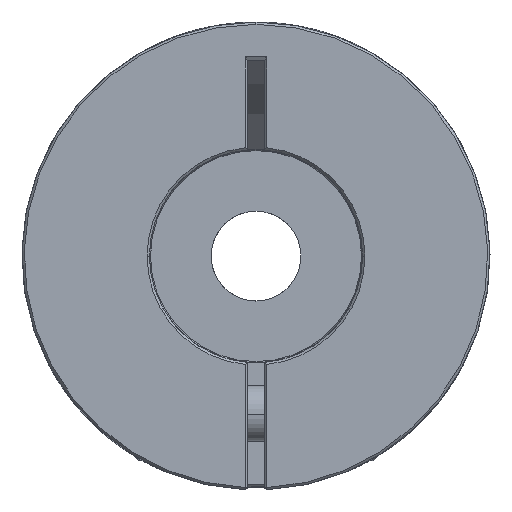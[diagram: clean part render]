
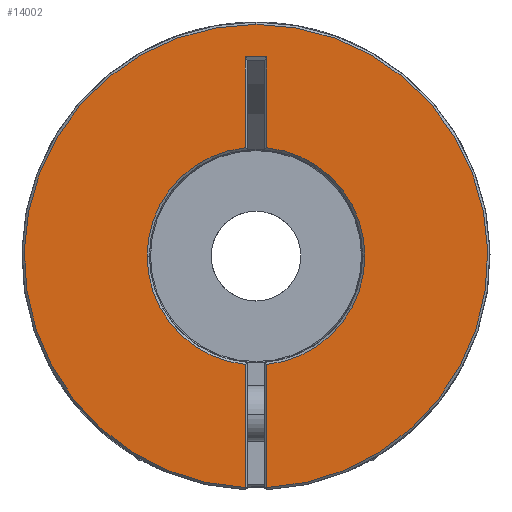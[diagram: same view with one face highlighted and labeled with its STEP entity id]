
A CAD part, front view. The second image highlights one B-rep face of the part: STEP entity #14002.
In plain terms, the highlighted face is planar.
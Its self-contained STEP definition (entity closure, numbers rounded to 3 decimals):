
#1725=PLANE('',#15106);
#2113=VECTOR('',#17352,1.);
#2116=VECTOR('',#17362,1.);
#2120=VECTOR('',#17367,1.);
#2123=VECTOR('',#17373,1.);
#2126=VECTOR('',#17385,1.);
#2584=LINE('',#43460,#2113);
#2587=LINE('',#43479,#2116);
#2591=LINE('',#43488,#2120);
#2594=LINE('',#43500,#2123);
#2597=LINE('',#43515,#2126);
#4046=VERTEX_POINT('',#43151);
#4047=VERTEX_POINT('',#43446);
#4050=VERTEX_POINT('',#43461);
#4052=VERTEX_POINT('',#43469);
#4054=VERTEX_POINT('',#43472);
#4056=VERTEX_POINT('',#43480);
#4057=VERTEX_POINT('',#43481);
#4060=VERTEX_POINT('',#43489);
#4064=VERTEX_POINT('',#43504);
#4066=VERTEX_POINT('',#43507);
#4069=VERTEX_POINT('',#43520);
#4773=CIRCLE('',#15083,9.701);
#4775=CIRCLE('',#15091,9.701);
#4777=CIRCLE('',#15095,20.649);
#4783=CIRCLE('',#15107,9.701);
#4784=CIRCLE('',#15108,20.649);
#4785=CIRCLE('',#15109,9.701);
#6749=EDGE_CURVE('',#4046,#4050,#2584,.F.);
#6753=EDGE_CURVE('',#4052,#4054,#4773,.F.);
#6756=EDGE_CURVE('',#4056,#4057,#2587,.F.);
#6760=EDGE_CURVE('',#4057,#4060,#2591,.F.);
#6765=EDGE_CURVE('',#4054,#4056,#2594,.F.);
#6768=EDGE_CURVE('',#4064,#4066,#4775,.F.);
#6772=EDGE_CURVE('',#4066,#4047,#2597,.F.);
#6775=EDGE_CURVE('',#4069,#4046,#4777,.T.);
#6791=EDGE_CURVE('',#4050,#4052,#4783,.T.);
#6792=EDGE_CURVE('',#4047,#4069,#4784,.F.);
#6793=EDGE_CURVE('',#4060,#4064,#4785,.T.);
#10830=ORIENTED_EDGE('',*,*,#6756,.F.);
#10831=ORIENTED_EDGE('',*,*,#6765,.F.);
#10832=ORIENTED_EDGE('',*,*,#6753,.F.);
#10833=ORIENTED_EDGE('',*,*,#6791,.F.);
#10834=ORIENTED_EDGE('',*,*,#6749,.F.);
#10835=ORIENTED_EDGE('',*,*,#6775,.F.);
#10836=ORIENTED_EDGE('',*,*,#6792,.F.);
#10837=ORIENTED_EDGE('',*,*,#6772,.F.);
#10838=ORIENTED_EDGE('',*,*,#6768,.F.);
#10839=ORIENTED_EDGE('',*,*,#6793,.F.);
#10840=ORIENTED_EDGE('',*,*,#6760,.F.);
#12248=EDGE_LOOP('',(#10830,#10831,#10832,#10833,#10834,#10835,#10836,#10837,
#10838,#10839,#10840));
#13152=FACE_BOUND('',#12248,.T.);
#14002=ADVANCED_FACE('',(#13152),#1725,.F.);
#15083=AXIS2_PLACEMENT_3D('',#43471,#17357,#17358);
#15091=AXIS2_PLACEMENT_3D('',#43506,#17379,#17380);
#15095=AXIS2_PLACEMENT_3D('',#43521,#17390,#17391);
#15106=AXIS2_PLACEMENT_3D('',#43553,#17417,$);
#15107=AXIS2_PLACEMENT_3D('',#43554,#17418,#17419);
#15108=AXIS2_PLACEMENT_3D('',#43555,#17420,#17421);
#15109=AXIS2_PLACEMENT_3D('',#43556,#17422,#17423);
#17352=DIRECTION('',(-1.,0.,0.));
#17357=DIRECTION('',(0.,0.,1.));
#17358=DIRECTION('',(0.,9.701,0.));
#17362=DIRECTION('',(0.,1.,0.));
#17367=DIRECTION('',(1.,0.,0.));
#17373=DIRECTION('',(-1.,0.,0.));
#17379=DIRECTION('',(0.,0.,1.));
#17380=DIRECTION('',(0.,-9.701,0.));
#17385=DIRECTION('',(1.,0.,0.));
#17390=DIRECTION('',(0.,0.,1.));
#17391=DIRECTION('',(20.649,0.,0.));
#17417=DIRECTION('',(0.,0.,1.));
#17418=DIRECTION('',(0.,0.,-1.));
#17419=DIRECTION('',(0.,9.701,0.));
#17420=DIRECTION('',(0.,0.,-1.));
#17421=DIRECTION('',(20.649,0.,0.));
#17422=DIRECTION('',(0.,0.,-1.));
#17423=DIRECTION('',(0.,-9.701,0.));
#43151=CARTESIAN_POINT('',(-20.627,0.951,-0.001));
#43446=CARTESIAN_POINT('',(-20.627,-0.951,-0.001));
#43460=CARTESIAN_POINT('',(-1.047,0.951,-0.001));
#43461=CARTESIAN_POINT('',(-9.654,0.951,-0.001));
#43469=CARTESIAN_POINT('',(0.,9.701,-0.001));
#43471=CARTESIAN_POINT('',(0.,0.,-0.001));
#43472=CARTESIAN_POINT('',(9.654,0.951,-0.001));
#43479=CARTESIAN_POINT('',(17.752,-0.375,-0.001));
#43480=CARTESIAN_POINT('',(17.752,0.951,-0.001));
#43481=CARTESIAN_POINT('',(17.752,-0.951,-0.001));
#43488=CARTESIAN_POINT('',(-1.047,-0.951,-0.001));
#43489=CARTESIAN_POINT('',(9.654,-0.951,-0.001));
#43500=CARTESIAN_POINT('',(-1.047,0.951,-0.001));
#43504=CARTESIAN_POINT('',(0.,-9.701,-0.001));
#43506=CARTESIAN_POINT('',(0.,0.,-0.001));
#43507=CARTESIAN_POINT('',(-9.654,-0.951,-0.001));
#43515=CARTESIAN_POINT('',(0.,-0.951,-0.001));
#43520=CARTESIAN_POINT('',(20.649,0.,-0.001));
#43521=CARTESIAN_POINT('',(0.,0.,-0.001));
#43553=CARTESIAN_POINT('',(0.,0.,-0.001));
#43554=CARTESIAN_POINT('',(0.,0.,-0.001));
#43555=CARTESIAN_POINT('',(0.,0.,-0.001));
#43556=CARTESIAN_POINT('',(0.,0.,-0.001));
